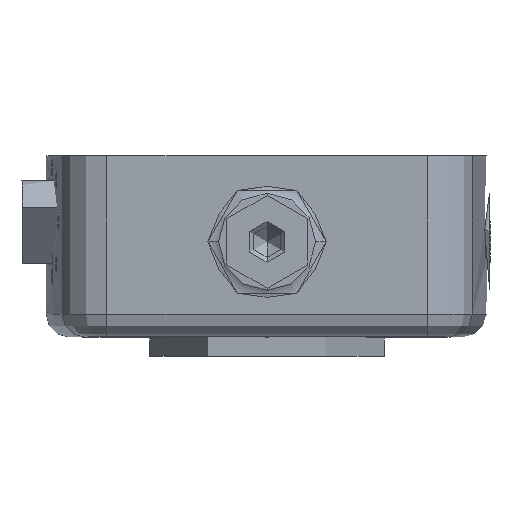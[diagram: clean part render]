
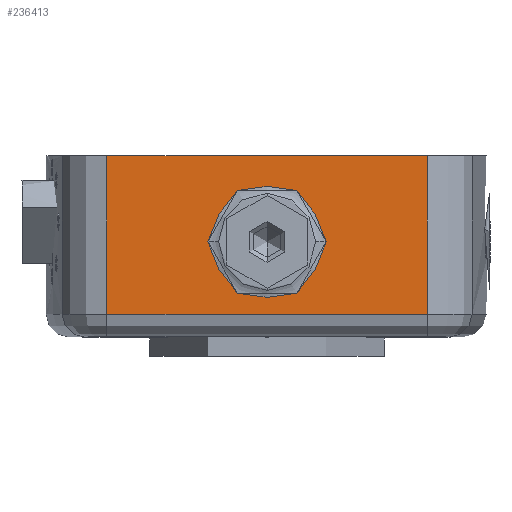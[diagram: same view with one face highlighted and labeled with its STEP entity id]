
A CAD part, front view. The second image highlights one B-rep face of the part: STEP entity #236413.
In plain terms, the highlighted planar face has unit normal (0, -1, 0).
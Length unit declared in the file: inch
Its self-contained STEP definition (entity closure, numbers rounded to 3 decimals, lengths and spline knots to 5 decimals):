
#2281 = VECTOR ( 'NONE', #252555, 39.37008 ) ;
#4372 = DIRECTION ( 'NONE',  ( 0., 0., 1. ) ) ;
#8522 = VECTOR ( 'NONE', #248172, 39.37008 ) ;
#10751 = EDGE_CURVE ( 'NONE', #316168, #316137, #215884, .T. ) ;
#11444 = CIRCLE ( 'NONE', #27480, 0.26145 ) ;
#14834 = CARTESIAN_POINT ( 'NONE',  ( -0.70689, -0.97, -0.687 ) ) ;
#21852 = PLANE ( 'NONE',  #317953 ) ;
#27480 = AXIS2_PLACEMENT_3D ( 'NONE', #208780, #260733, #30733 ) ;
#29219 = VERTEX_POINT ( 'NONE', #175686 ) ;
#30007 = EDGE_CURVE ( 'NONE', #112585, #96448, #144594, .T. ) ;
#30733 = DIRECTION ( 'NONE',  ( 1., 0., 0. ) ) ;
#34810 = CARTESIAN_POINT ( 'NONE',  ( -0.70689, -0.97, 0.013 ) ) ;
#41109 = EDGE_CURVE ( 'NONE', #112585, #81510, #325080, .T. ) ;
#44678 = ORIENTED_EDGE ( 'NONE', *, *, #179342, .F. ) ;
#61898 = FACE_OUTER_BOUND ( 'NONE', #334473, .T. ) ;
#64458 = CARTESIAN_POINT ( 'NONE',  ( 0.70689, -0.97, -0.787 ) ) ;
#81510 = VERTEX_POINT ( 'NONE', #111346 ) ;
#91744 = DIRECTION ( 'NONE',  ( 0., 1., 0. ) ) ;
#94750 = CARTESIAN_POINT ( 'NONE',  ( -0.26145, -0.97, -0.367 ) ) ;
#96448 = VERTEX_POINT ( 'NONE', #34810 ) ;
#101572 = LINE ( 'NONE', #64458, #8522 ) ;
#107070 = ORIENTED_EDGE ( 'NONE', *, *, #271305, .T. ) ;
#111346 = CARTESIAN_POINT ( 'NONE',  ( 0.70689, -0.97, -0.687 ) ) ;
#112585 = VERTEX_POINT ( 'NONE', #14834 ) ;
#122765 = CARTESIAN_POINT ( 'NONE',  ( 0.26145, -0.97, -0.367 ) ) ;
#133881 = AXIS2_PLACEMENT_3D ( 'NONE', #224663, #91744, #196468 ) ;
#144594 = LINE ( 'NONE', #291906, #241402 ) ;
#163271 = EDGE_LOOP ( 'NONE', ( #290736, #225729 ) ) ;
#175686 = CARTESIAN_POINT ( 'NONE',  ( 0.70689, -0.97, 0.013 ) ) ;
#179342 = EDGE_CURVE ( 'NONE', #96448, #29219, #216997, .T. ) ;
#184012 = DIRECTION ( 'NONE',  ( 1., 0., 0. ) ) ;
#196468 = DIRECTION ( 'NONE',  ( 1., 0., 0. ) ) ;
#196887 = CARTESIAN_POINT ( 'NONE',  ( 0.70689, -0.97, 0.013 ) ) ;
#198370 = EDGE_CURVE ( 'NONE', #316137, #316168, #11444, .T. ) ;
#207673 = DIRECTION ( 'NONE',  ( 0., -1., 0. ) ) ;
#208780 = CARTESIAN_POINT ( 'NONE',  ( 0., -0.97, -0.367 ) ) ;
#215884 = CIRCLE ( 'NONE', #133881, 0.26145 ) ;
#216997 = LINE ( 'NONE', #196887, #257524 ) ;
#224663 = CARTESIAN_POINT ( 'NONE',  ( 0., -0.97, -0.367 ) ) ;
#225729 = ORIENTED_EDGE ( 'NONE', *, *, #198370, .T. ) ;
#236413 = ADVANCED_FACE ( 'NONE', ( #332576, #61898 ), #21852, .T. ) ;
#241402 = VECTOR ( 'NONE', #4372, 39.37008 ) ;
#244486 = DIRECTION ( 'NONE',  ( 1., 0., 0. ) ) ;
#248172 = DIRECTION ( 'NONE',  ( 0., 0., 1. ) ) ;
#252555 = DIRECTION ( 'NONE',  ( 1., 0., 0. ) ) ;
#257412 = CARTESIAN_POINT ( 'NONE',  ( 0.70689, -0.97, -0.787 ) ) ;
#257524 = VECTOR ( 'NONE', #244486, 39.37008 ) ;
#260733 = DIRECTION ( 'NONE',  ( 0., 1., 0. ) ) ;
#265508 = ORIENTED_EDGE ( 'NONE', *, *, #30007, .F. ) ;
#268132 = ORIENTED_EDGE ( 'NONE', *, *, #41109, .T. ) ;
#271305 = EDGE_CURVE ( 'NONE', #81510, #29219, #101572, .T. ) ;
#290736 = ORIENTED_EDGE ( 'NONE', *, *, #10751, .T. ) ;
#291906 = CARTESIAN_POINT ( 'NONE',  ( -0.70689, -0.97, -0.787 ) ) ;
#303428 = CARTESIAN_POINT ( 'NONE',  ( 0.70689, -0.97, -0.687 ) ) ;
#316137 = VERTEX_POINT ( 'NONE', #94750 ) ;
#316168 = VERTEX_POINT ( 'NONE', #122765 ) ;
#317953 = AXIS2_PLACEMENT_3D ( 'NONE', #257412, #207673, #184012 ) ;
#325080 = LINE ( 'NONE', #303428, #2281 ) ;
#332576 = FACE_BOUND ( 'NONE', #163271, .T. ) ;
#334473 = EDGE_LOOP ( 'NONE', ( #265508, #268132, #107070, #44678 ) ) ;
